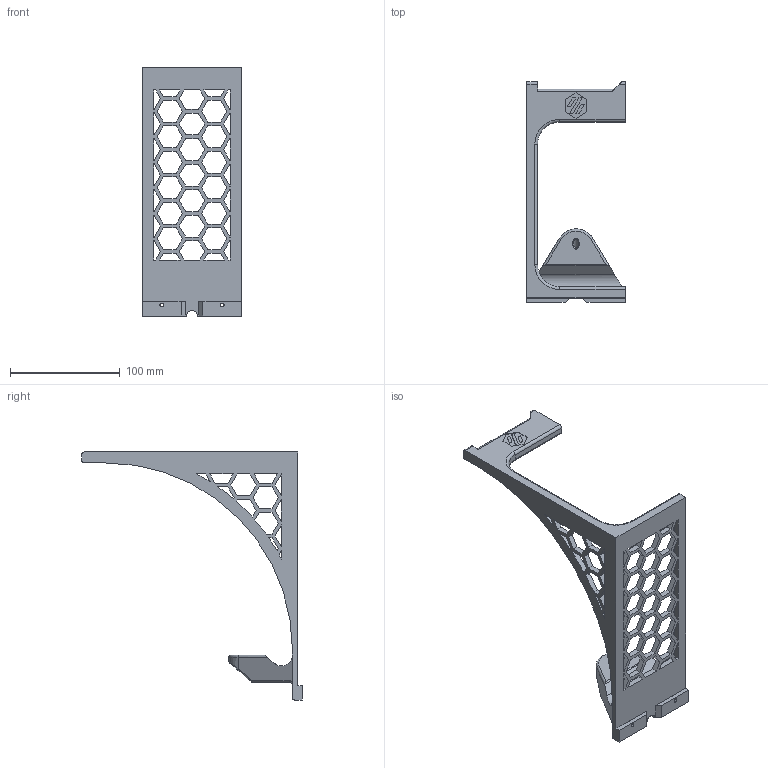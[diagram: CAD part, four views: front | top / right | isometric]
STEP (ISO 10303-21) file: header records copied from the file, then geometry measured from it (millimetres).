
FILE_DESCRIPTION(('FreeCAD Model'),'2;1');
FILE_NAME('Open CASCADE Shape Model','2024-09-13T11:39:11',(''),(''), 'Open CASCADE STEP processor 7.7','FreeCAD','Unknown');
FILE_SCHEMA(('AUTOMOTIVE_DESIGN { 1 0 10303 214 1 1 1 1 }'));
Length unit declared in the file: millimetre
Products named in the file (1): Body
Bounding box: 90 x 201 x 226 mm (x, y, z)
Volume: 195960.4 mm3; surface area: 73968.5 mm2
Topology: 1 solids, 1 shells, 364 faces, 1048 edges, 689 vertices
Faces by surface type: plane 307, cylinder 41, torus 9, bspline 5, sphere 2
Full cylindrical faces by diameter (mm): 3.4 x2, 4.3 x1, 4.4 x1, 5.4 x2
Entity records: 13791 total; most frequent: CARTESIAN_POINT 3996, ORIENTED_EDGE 2092, DIRECTION 1839, EDGE_CURVE 1046, LINE 943, VECTOR 943, VERTEX_POINT 689, FACE_BOUND 477
